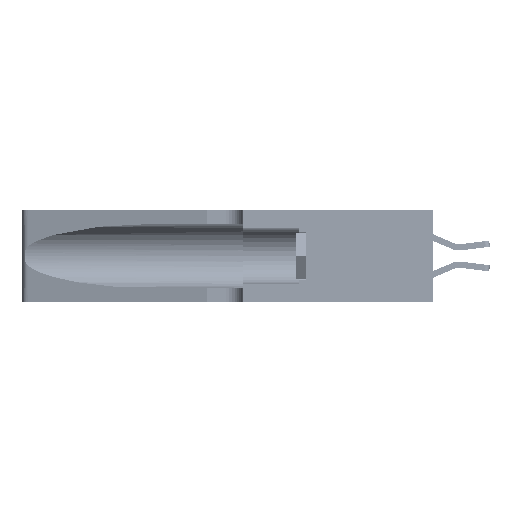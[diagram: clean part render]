
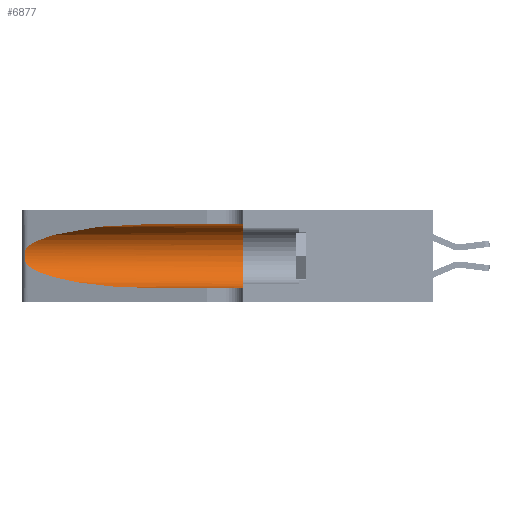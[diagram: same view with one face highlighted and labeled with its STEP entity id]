
A CAD part, left-side view. The second image highlights one B-rep face of the part: STEP entity #6877.
In plain terms, the highlighted cylindrical face has radius 3.308 mm (diameter 6.617 mm), a partial arc.
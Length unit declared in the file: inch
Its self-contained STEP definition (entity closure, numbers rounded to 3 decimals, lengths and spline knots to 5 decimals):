
#609 = FACE_OUTER_BOUND ( 'NONE', #50501, .T. ) ;
#974 = LINE ( 'NONE', #46848, #5424 ) ;
#1020 = VERTEX_POINT ( 'NONE', #52872 ) ;
#2688 = CARTESIAN_POINT ( 'NONE',  ( 0.25487, 1.22718, 0.14631 ) ) ;
#3213 = CARTESIAN_POINT ( 'NONE',  ( 0.25555, 1.22993, 0.14849 ) ) ;
#3779 = CARTESIAN_POINT ( 'NONE',  ( 0.1305, 0.72297, 0.05475 ) ) ;
#5182 = EDGE_CURVE ( 'NONE', #23195, #8931, #974, .T. ) ;
#5424 = VECTOR ( 'NONE', #38233, 39.37008 ) ;
#6524 = ORIENTED_EDGE ( 'NONE', *, *, #23850, .F. ) ;
#6877 = ADVANCED_FACE ( 'NONE', ( #609 ), #7003, .F. ) ;
#7003 = CYLINDRICAL_SURFACE ( 'NONE', #32431, 0.13025 ) ;
#7118 = CARTESIAN_POINT ( 'NONE',  ( 0.1305, 1.61858, 0.185 ) ) ;
#7523 = CARTESIAN_POINT ( 'NONE',  ( 0.25789, 1.23486, 0.15765 ) ) ;
#7567 =( BOUNDED_CURVE ( )  B_SPLINE_CURVE ( 3, ( #31948, #20092, #12035, #3779 ),
 .UNSPECIFIED., .F., .F. ) 
 B_SPLINE_CURVE_WITH_KNOTS ( ( 4, 4 ),
 ( 3.44316, 4.71239 ),
 .UNSPECIFIED. ) 
 CURVE ( )  GEOMETRIC_REPRESENTATION_ITEM ( )  RATIONAL_B_SPLINE_CURVE ( ( 1., 0.87, 0.87, 1. ) ) 
 REPRESENTATION_ITEM ( '' )  );
#8931 = VERTEX_POINT ( 'NONE', #53112 ) ;
#9300 = CARTESIAN_POINT ( 'NONE',  ( 0.2373, 1.15595, 0.28018 ) ) ;
#9314 = EDGE_CURVE ( 'NONE', #1020, #20998, #22769, .T. ) ;
#12035 = CARTESIAN_POINT ( 'NONE',  ( 0.18966, 0.96281, 0.05475 ) ) ;
#14458 = VERTEX_POINT ( 'NONE', #35424 ) ;
#14541 = ORIENTED_EDGE ( 'NONE', *, *, #37828, .T. ) ;
#15203 = EDGE_CURVE ( 'NONE', #19331, #14458, #34484, .T. ) ;
#15395 = CARTESIAN_POINT ( 'NONE',  ( 0.26075, 1.23896, 0.19203 ) ) ;
#17855 = CARTESIAN_POINT ( 'NONE',  ( 0.1305, 0.35, 0.05475 ) ) ;
#19331 = VERTEX_POINT ( 'NONE', #39068 ) ;
#19356 = CARTESIAN_POINT ( 'NONE',  ( 0.25787, 1.23484, 0.2124 ) ) ;
#20092 = CARTESIAN_POINT ( 'NONE',  ( 0.2373, 1.15595, 0.08982 ) ) ;
#20998 = VERTEX_POINT ( 'NONE', #17855 ) ;
#22769 = LINE ( 'NONE', #51981, #38864 ) ;
#23195 = VERTEX_POINT ( 'NONE', #41462 ) ;
#23666 = CARTESIAN_POINT ( 'NONE',  ( 0.26017, 1.23833, 0.17102 ) ) ;
#23850 = EDGE_CURVE ( 'NONE', #8931, #20998, #35941, .T. ) ;
#27254 = CARTESIAN_POINT ( 'NONE',  ( 0.25639, 1.23186, 0.15144 ) ) ;
#31948 = CARTESIAN_POINT ( 'NONE',  ( 0.25487, 1.22718, 0.14631 ) ) ;
#32431 = AXIS2_PLACEMENT_3D ( 'NONE', #7118, #35677, #52389 ) ;
#32896 =( BOUNDED_CURVE ( )  B_SPLINE_CURVE ( 3, ( #36578, #41619, #9300, #33145 ),
 .UNSPECIFIED., .F., .F. ) 
 B_SPLINE_CURVE_WITH_KNOTS ( ( 4, 4 ),
 ( 1.5708, 2.84003 ),
 .UNSPECIFIED. ) 
 CURVE ( )  GEOMETRIC_REPRESENTATION_ITEM ( )  RATIONAL_B_SPLINE_CURVE ( ( 1., 0.87, 0.87, 1. ) ) 
 REPRESENTATION_ITEM ( '' )  );
#33145 = CARTESIAN_POINT ( 'NONE',  ( 0.25487, 1.22718, 0.22369 ) ) ;
#34018 = DIRECTION ( 'NONE',  ( 0., 0., 1. ) ) ;
#34484 = B_SPLINE_CURVE_WITH_KNOTS ( 'NONE', 3,
 ( #47752, #39689, #43649, #19356, #40031, #52245, #15395, #44181, #23666, #48282, #7523, #27254, #3213, #2688 ),
 .UNSPECIFIED., .F., .F.,
 ( 4, 2, 2, 2, 2, 2, 4 ),
 ( 0., 0.00027, 0.00053, 0.00107, 0.0016, 0.00187, 0.00214 ),
 .UNSPECIFIED. ) ;
#34960 = ORIENTED_EDGE ( 'NONE', *, *, #15203, .T. ) ;
#35424 = CARTESIAN_POINT ( 'NONE',  ( 0.25487, 1.22718, 0.14631 ) ) ;
#35677 = DIRECTION ( 'NONE',  ( 0., -1., 0. ) ) ;
#35941 = CIRCLE ( 'NONE', #45640, 0.13025 ) ;
#36578 = CARTESIAN_POINT ( 'NONE',  ( 0.1305, 0.72297, 0.31525 ) ) ;
#37070 = DIRECTION ( 'NONE',  ( 0., 1., 0. ) ) ;
#37828 = EDGE_CURVE ( 'NONE', #14458, #1020, #7567, .T. ) ;
#38233 = DIRECTION ( 'NONE',  ( 0., -1., 0. ) ) ;
#38864 = VECTOR ( 'NONE', #51815, 39.37008 ) ;
#39068 = CARTESIAN_POINT ( 'NONE',  ( 0.25487, 1.22718, 0.22369 ) ) ;
#39689 = CARTESIAN_POINT ( 'NONE',  ( 0.25555, 1.22994, 0.2215 ) ) ;
#40031 = CARTESIAN_POINT ( 'NONE',  ( 0.25854, 1.2359, 0.20912 ) ) ;
#41462 = CARTESIAN_POINT ( 'NONE',  ( 0.1305, 0.72297, 0.31525 ) ) ;
#41619 = CARTESIAN_POINT ( 'NONE',  ( 0.18966, 0.96281, 0.31525 ) ) ;
#41850 = ORIENTED_EDGE ( 'NONE', *, *, #9314, .T. ) ;
#42936 = EDGE_CURVE ( 'NONE', #23195, #19331, #32896, .T. ) ;
#43649 = CARTESIAN_POINT ( 'NONE',  ( 0.25639, 1.23184, 0.21858 ) ) ;
#44181 = CARTESIAN_POINT ( 'NONE',  ( 0.26075, 1.23896, 0.178 ) ) ;
#45170 = CARTESIAN_POINT ( 'NONE',  ( 0.1305, 0.35, 0.185 ) ) ;
#45640 = AXIS2_PLACEMENT_3D ( 'NONE', #45170, #37070, #34018 ) ;
#45909 = ORIENTED_EDGE ( 'NONE', *, *, #5182, .F. ) ;
#46848 = CARTESIAN_POINT ( 'NONE',  ( 0.1305, 1.61858, 0.31525 ) ) ;
#47752 = CARTESIAN_POINT ( 'NONE',  ( 0.25487, 1.22718, 0.22369 ) ) ;
#48282 = CARTESIAN_POINT ( 'NONE',  ( 0.25856, 1.23593, 0.16098 ) ) ;
#50501 = EDGE_LOOP ( 'NONE', ( #52581, #34960, #14541, #41850, #6524, #45909 ) ) ;
#51815 = DIRECTION ( 'NONE',  ( 0., -1., 0. ) ) ;
#51981 = CARTESIAN_POINT ( 'NONE',  ( 0.1305, 1.61858, 0.05475 ) ) ;
#52245 = CARTESIAN_POINT ( 'NONE',  ( 0.26018, 1.23835, 0.19895 ) ) ;
#52389 = DIRECTION ( 'NONE',  ( 0., 0., -1. ) ) ;
#52581 = ORIENTED_EDGE ( 'NONE', *, *, #42936, .T. ) ;
#52872 = CARTESIAN_POINT ( 'NONE',  ( 0.1305, 0.72297, 0.05475 ) ) ;
#53112 = CARTESIAN_POINT ( 'NONE',  ( 0.1305, 0.35, 0.31525 ) ) ;
